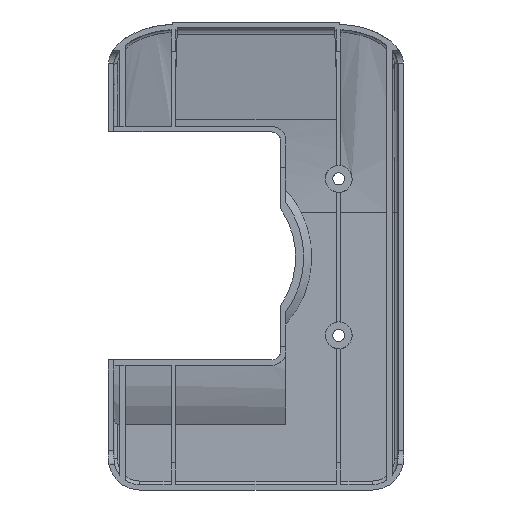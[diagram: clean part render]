
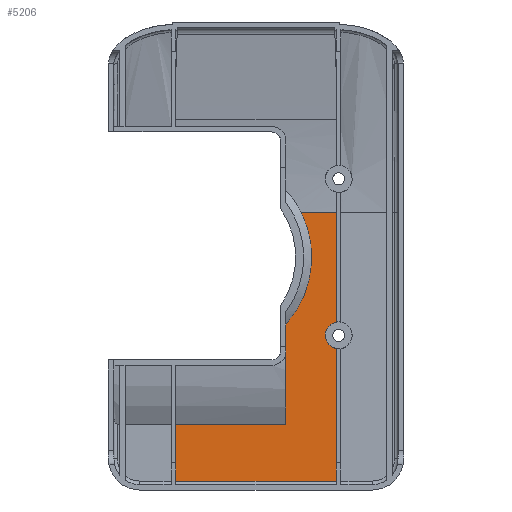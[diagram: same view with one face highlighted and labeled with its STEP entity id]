
A CAD part, front view. The second image highlights one B-rep face of the part: STEP entity #5206.
In plain terms, the highlighted planar face has unit normal (0, -1, 0).
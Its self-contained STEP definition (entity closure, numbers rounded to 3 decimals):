
#514=CARTESIAN_POINT('',(18.5,11.3,-17.5));
#515=DIRECTION('',(0.,1.,0.));
#516=DIRECTION('',(-0.167,0.,-0.986));
#517=AXIS2_PLACEMENT_3D('',#514,#515,#516);
#653=DIRECTION('',(1.,0.,0.));
#654=VECTOR('',#653,7.9);
#655=CARTESIAN_POINT('',(10.1,11.3,10.));
#656=LINE('',#655,#654);
#660=CARTESIAN_POINT('',(10.1,11.3,10.));
#919=DIRECTION('',(0.,0.,1.));
#920=VECTOR('',#919,29.642);
#921=CARTESIAN_POINT('',(18.,11.3,-50.1));
#922=LINE('',#921,#920);
#926=DIRECTION('',(1.,0.,0.));
#927=VECTOR('',#926,36.);
#928=CARTESIAN_POINT('',(-18.,11.3,-50.1));
#929=LINE('',#928,#927);
#933=DIRECTION('',(0.,0.,1.));
#934=VECTOR('',#933,12.761);
#935=CARTESIAN_POINT('',(-18.,11.3,-50.1));
#936=LINE('',#935,#934);
#940=DIRECTION('',(-1.,0.,0.));
#941=VECTOR('',#940,24.7);
#942=CARTESIAN_POINT('',(6.7,11.3,-37.339));
#943=LINE('',#942,#941);
#947=DIRECTION('',(0.,0.,1.));
#948=VECTOR('',#947,24.542);
#949=CARTESIAN_POINT('',(18.,11.3,-14.542));
#950=LINE('',#949,#948);
#1683=CARTESIAN_POINT('',(-10.,11.3,0.));
#1684=DIRECTION('',(0.,-1.,0.));
#1685=DIRECTION('',(0.744,0.,-0.668));
#1686=AXIS2_PLACEMENT_3D('',#1683,#1684,#1685);
#1713=DIRECTION('',(0.,0.,1.));
#1714=VECTOR('',#1713,22.335);
#1715=CARTESIAN_POINT('',(6.7,11.3,-37.339));
#1716=LINE('',#1715,#1714);
#4097=CARTESIAN_POINT('',(18.,11.3,-50.1));
#4098=CARTESIAN_POINT('',(18.,11.3,-20.458));
#4099=VERTEX_POINT('',#4097);
#4100=VERTEX_POINT('',#4098);
#4101=CARTESIAN_POINT('',(18.,11.3,-14.542));
#4102=CARTESIAN_POINT('',(18.,11.3,10.));
#4103=VERTEX_POINT('',#4101);
#4104=VERTEX_POINT('',#4102);
#4117=CARTESIAN_POINT('',(-18.,11.3,-50.1));
#4118=CARTESIAN_POINT('',(-18.,11.3,-37.339));
#4119=VERTEX_POINT('',#4117);
#4120=VERTEX_POINT('',#4118);
#4419=VERTEX_POINT('',#660);
#4421=CARTESIAN_POINT('',(6.7,11.3,-15.004));
#4422=VERTEX_POINT('',#4421);
#4449=CARTESIAN_POINT('',(6.7,11.3,-37.339));
#4450=VERTEX_POINT('',#4449);
#5185=CARTESIAN_POINT('',(-33.,11.3,-52.1));
#5186=DIRECTION('',(0.,1.,0.));
#5187=DIRECTION('',(0.,0.,1.));
#5188=AXIS2_PLACEMENT_3D('',#5185,#5186,#5187);
#5189=PLANE('',#5188);
#5190=ORIENTED_EDGE('',*,*,#4831,.F.);
#5192=ORIENTED_EDGE('',*,*,#5191,.F.);
#5194=ORIENTED_EDGE('',*,*,#5193,.T.);
#5196=ORIENTED_EDGE('',*,*,#5195,.F.);
#5198=ORIENTED_EDGE('',*,*,#5197,.T.);
#5200=ORIENTED_EDGE('',*,*,#5199,.T.);
#5201=ORIENTED_EDGE('',*,*,#5070,.T.);
#5202=ORIENTED_EDGE('',*,*,#4884,.F.);
#5203=ORIENTED_EDGE('',*,*,#5008,.F.);
#5204=EDGE_LOOP('',(#5190,#5192,#5194,#5196,#5198,#5200,#5201,#5202,#5203));
#5205=FACE_OUTER_BOUND('',#5204,.F.);
#5206=ADVANCED_FACE('',(#5205),#5189,.F.);
#518=CIRCLE('',#517,3.);
#1687=CIRCLE('',#1686,22.45);
#4831=EDGE_CURVE('',#4099,#4100,#922,.T.);
#4884=EDGE_CURVE('',#4103,#4104,#950,.T.);
#5008=EDGE_CURVE('',#4100,#4103,#518,.T.);
#5070=EDGE_CURVE('',#4419,#4104,#656,.T.);
#5191=EDGE_CURVE('',#4119,#4099,#929,.T.);
#5193=EDGE_CURVE('',#4119,#4120,#936,.T.);
#5195=EDGE_CURVE('',#4450,#4120,#943,.T.);
#5197=EDGE_CURVE('',#4450,#4422,#1716,.T.);
#5199=EDGE_CURVE('',#4422,#4419,#1687,.T.);
